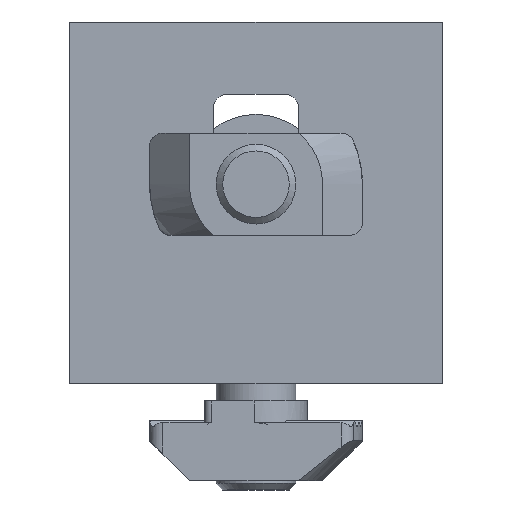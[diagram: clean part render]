
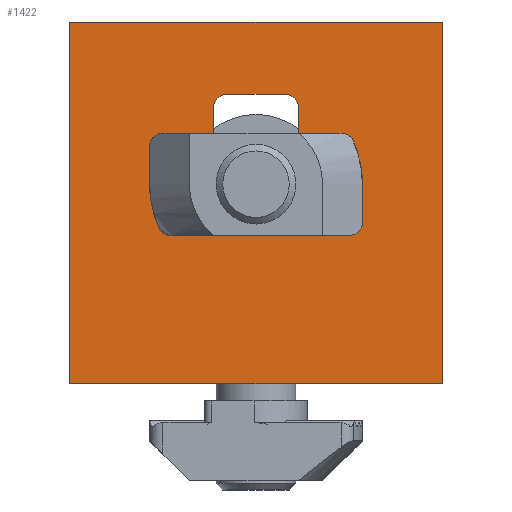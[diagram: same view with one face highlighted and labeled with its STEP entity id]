
A CAD part, front view. The second image highlights one B-rep face of the part: STEP entity #1422.
In plain terms, the highlighted face is planar.
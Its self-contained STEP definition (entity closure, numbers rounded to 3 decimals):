
#1422=ADVANCED_FACE('',(#1552,#1553),#1554,.T.);
#1552=FACE_BOUND('',#1760,.T.);
#1553=FACE_OUTER_BOUND('',#1761,.T.);
#1554=PLANE('',#1762);
#1760=EDGE_LOOP('',(#2032,#2033,#2034,#2035,#2036,#2037,#2038,#2039));
#1761=EDGE_LOOP('',(#2040,#2041,#2042,#2043));
#1762=AXIS2_PLACEMENT_3D('',#2044,#2045,#2046);
#2032=ORIENTED_EDGE('',*,*,#2797,.T.);
#2033=ORIENTED_EDGE('',*,*,#2798,.T.);
#2034=ORIENTED_EDGE('',*,*,#2799,.T.);
#2035=ORIENTED_EDGE('',*,*,#2776,.T.);
#2036=ORIENTED_EDGE('',*,*,#2770,.T.);
#2037=ORIENTED_EDGE('',*,*,#2773,.T.);
#2038=ORIENTED_EDGE('',*,*,#2800,.T.);
#2039=ORIENTED_EDGE('',*,*,#2801,.T.);
#2040=ORIENTED_EDGE('',*,*,#2802,.F.);
#2041=ORIENTED_EDGE('',*,*,#2803,.T.);
#2042=ORIENTED_EDGE('',*,*,#2788,.T.);
#2043=ORIENTED_EDGE('',*,*,#2804,.F.);
#2044=CARTESIAN_POINT('',(0.0,16.25,-14.0));
#2045=DIRECTION('',(-1.0,0.,0.0));
#2046=DIRECTION('',(0.,-1.0,0.0));
#2770=EDGE_CURVE('',#3020,#3024,#3026,.F.);
#2773=EDGE_CURVE('',#3024,#3029,#3031,.T.);
#2776=EDGE_CURVE('',#3033,#3020,#3036,.T.);
#2788=EDGE_CURVE('',#3053,#3058,#3060,.T.);
#2797=EDGE_CURVE('',#3077,#3078,#3079,.F.);
#2798=EDGE_CURVE('',#3078,#3080,#3081,.T.);
#2799=EDGE_CURVE('',#3080,#3033,#3082,.F.);
#2800=EDGE_CURVE('',#3029,#3083,#3084,.F.);
#2801=EDGE_CURVE('',#3083,#3077,#3085,.T.);
#2802=EDGE_CURVE('',#3086,#3087,#3088,.T.);
#2803=EDGE_CURVE('',#3086,#3053,#3089,.T.);
#2804=EDGE_CURVE('',#3087,#3058,#3090,.T.);
#3020=VERTEX_POINT('',#3441);
#3024=VERTEX_POINT('',#3446);
#3026=CIRCLE('',#3449,1.0);
#3029=VERTEX_POINT('',#3453);
#3031=LINE('',#3456,#3457);
#3033=VERTEX_POINT('',#3459);
#3036=LINE('',#3464,#3465);
#3053=VERTEX_POINT('',#3486);
#3058=VERTEX_POINT('',#3493);
#3060=LINE('',#3496,#3497);
#3077=VERTEX_POINT('',#3522);
#3078=VERTEX_POINT('',#3523);
#3079=CIRCLE('',#3524,1.0);
#3080=VERTEX_POINT('',#3525);
#3081=LINE('',#3526,#3527);
#3082=CIRCLE('',#3528,1.0);
#3083=VERTEX_POINT('',#3529);
#3084=CIRCLE('',#3530,1.0);
#3085=LINE('',#3531,#3532);
#3086=VERTEX_POINT('',#3533);
#3087=VERTEX_POINT('',#3534);
#3088=LINE('',#3535,#3536);
#3089=LINE('',#3537,#3538);
#3090=LINE('',#3539,#3540);
#3441=CARTESIAN_POINT('',(0.0,21.75,2.2));
#3446=CARTESIAN_POINT('',(0.0,20.75,3.2));
#3449=AXIS2_PLACEMENT_3D('',#4184,#4185,#4186);
#3453=CARTESIAN_POINT('',(0.0,13.25,3.2));
#3456=CARTESIAN_POINT('',(0.,16.25,3.2));
#3457=VECTOR('',#4189,1.0);
#3459=CARTESIAN_POINT('',(0.0,21.75,-2.2));
#3464=CARTESIAN_POINT('',(0.,21.75,-14.0));
#3465=VECTOR('',#4192,1.0);
#3486=CARTESIAN_POINT('',(0.,0.0,-14.0));
#3493=CARTESIAN_POINT('',(0.,0.0,14.0));
#3496=CARTESIAN_POINT('',(0.,0.0,-14.0));
#3497=VECTOR('',#4212,1.0);
#3522=CARTESIAN_POINT('',(0.0,12.25,-2.2));
#3523=CARTESIAN_POINT('',(0.,13.25,-3.2));
#3524=AXIS2_PLACEMENT_3D('',#4221,#4222,#4223);
#3525=CARTESIAN_POINT('',(0.0,20.75,-3.2));
#3526=CARTESIAN_POINT('',(0.,16.25,-3.2));
#3527=VECTOR('',#4224,1.0);
#3528=AXIS2_PLACEMENT_3D('',#4225,#4226,#4227);
#3529=CARTESIAN_POINT('',(0.0,12.25,2.2));
#3530=AXIS2_PLACEMENT_3D('',#4228,#4229,#4230);
#3531=CARTESIAN_POINT('',(0.,12.25,-14.0));
#3532=VECTOR('',#4231,1.0);
#3533=CARTESIAN_POINT('',(0.,27.2,-14.0));
#3534=CARTESIAN_POINT('',(0.,27.2,14.0));
#3535=CARTESIAN_POINT('',(0.0,27.2,-45.962));
#3536=VECTOR('',#4232,1.0);
#3537=CARTESIAN_POINT('',(0.0,16.25,-14.0));
#3538=VECTOR('',#4233,1.0);
#3539=CARTESIAN_POINT('',(0.0,16.25,14.0));
#3540=VECTOR('',#4234,1.0);
#4184=CARTESIAN_POINT('',(0.0,20.75,2.2));
#4185=DIRECTION('',(-1.0,0.,0.0));
#4186=DIRECTION('',(0.,-1.0,0.0));
#4189=DIRECTION('',(0.,-1.0,0.));
#4192=DIRECTION('',(0.0,0.0,1.0));
#4212=DIRECTION('',(0.0,0.0,1.0));
#4221=CARTESIAN_POINT('',(0.0,13.25,-2.2));
#4222=DIRECTION('',(-1.0,0.,0.0));
#4223=DIRECTION('',(0.,-1.0,0.0));
#4224=DIRECTION('',(0.,1.0,0.));
#4225=CARTESIAN_POINT('',(0.0,20.75,-2.2));
#4226=DIRECTION('',(-1.0,0.,0.0));
#4227=DIRECTION('',(0.,-1.0,0.0));
#4228=CARTESIAN_POINT('',(0.0,13.25,2.2));
#4229=DIRECTION('',(-1.0,0.,0.0));
#4230=DIRECTION('',(0.,-1.0,0.0));
#4231=DIRECTION('',(0.0,0.0,-1.0));
#4232=DIRECTION('',(0.0,0.0,1.0));
#4233=DIRECTION('',(0.,-1.0,0.0));
#4234=DIRECTION('',(0.,-1.0,0.0));
